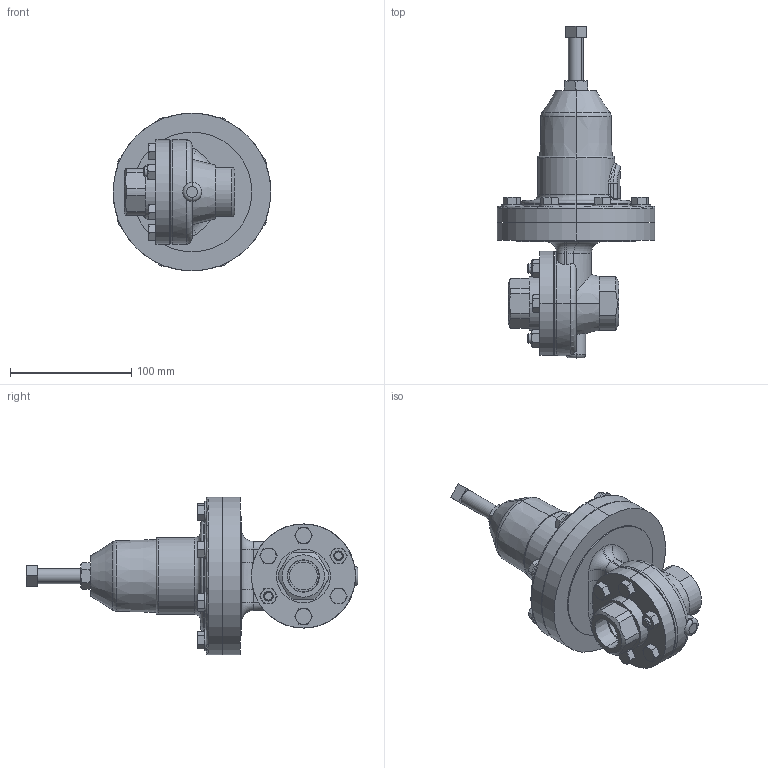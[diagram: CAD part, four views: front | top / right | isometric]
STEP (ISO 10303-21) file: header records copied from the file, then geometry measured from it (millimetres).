
FILE_DESCRIPTION (( 'STEP AP203' ), '1' );
FILE_NAME ('63-075-DI+BR-PT.STEP', '2017-07-25T11:25:20', ( '' ), ( '' ), 'SwSTEP 2.0', 'SolidWorks 2014', '' );
FILE_SCHEMA (( 'CONFIG_CONTROL_DESIGN' ));
Length unit declared in the file: inch
Products named in the file (2): 63-075-DI+BR-PT
Bounding box: 130.05 x 273.56 x 130.05 mm (x, y, z)
Volume: 944893 mm3; surface area: 110958.7 mm2
Topology: 1 solids, 1 shells, 436 faces, 1015 edges, 615 vertices
Faces by surface type: plane 167, cone 129, cylinder 103, torus 26, bspline 11
Entity records: 14611 total; most frequent: CARTESIAN_POINT 4742, ORIENTED_EDGE 2026, DIRECTION 2016, EDGE_CURVE 1013, AXIS2_PLACEMENT_3D 844, VERTEX_POINT 615, EDGE_LOOP 498, FACE_OUTER_BOUND 436
